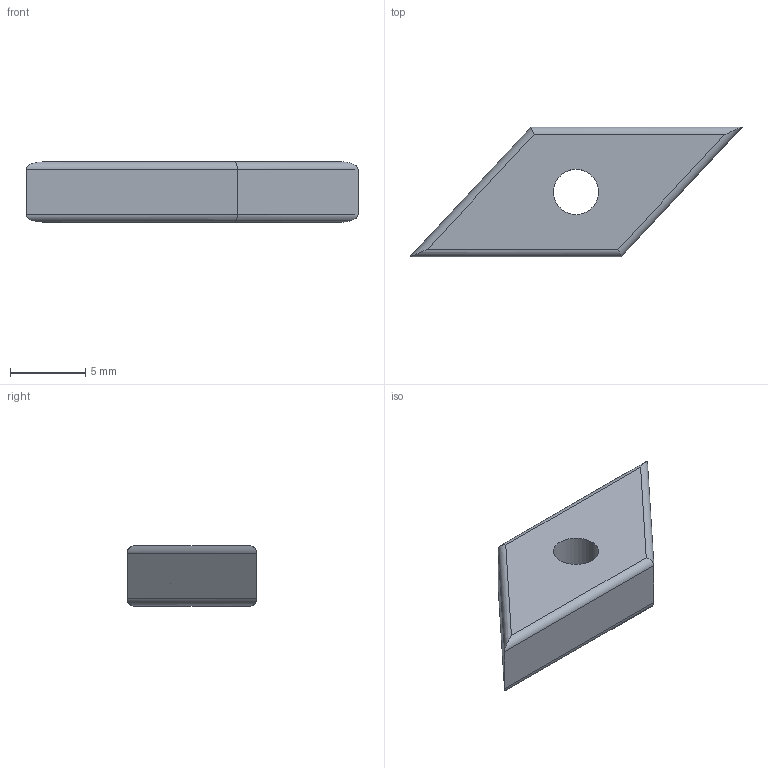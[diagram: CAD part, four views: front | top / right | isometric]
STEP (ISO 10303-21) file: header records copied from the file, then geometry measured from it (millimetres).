
FILE_DESCRIPTION (( 'STEP AP214' ), '1' );
FILE_NAME ('A271 Ðîìá-ãàéêà Ì4, ïàç 8.STEP', '2020-06-10T13:07:15', ( '' ), ( '' ), 'SwSTEP 2.0', 'SolidWorks 2020', '' );
FILE_SCHEMA (( 'AUTOMOTIVE_DESIGN' ));
Length unit declared in the file: millimetre
Products named in the file (1): A271 Ðîìá-ãàéêà Ì4, ïàç 8
Bounding box: 22 x 8.6 x 4 mm (x, y, z)
Volume: 447.9 mm3; surface area: 447.8 mm2
Topology: 1 solids, 1 shells, 16 faces, 34 edges, 20 vertices
Faces by surface type: cylinder 10, plane 6
Entity records: 478 total; most frequent: CARTESIAN_POINT 95, ORIENTED_EDGE 68, DIRECTION 64, EDGE_CURVE 34, VECTOR 22, LINE 22, AXIS2_PLACEMENT_3D 21, VERTEX_POINT 20
